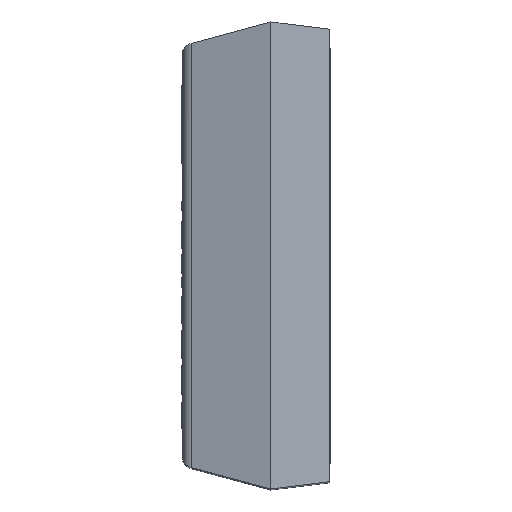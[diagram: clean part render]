
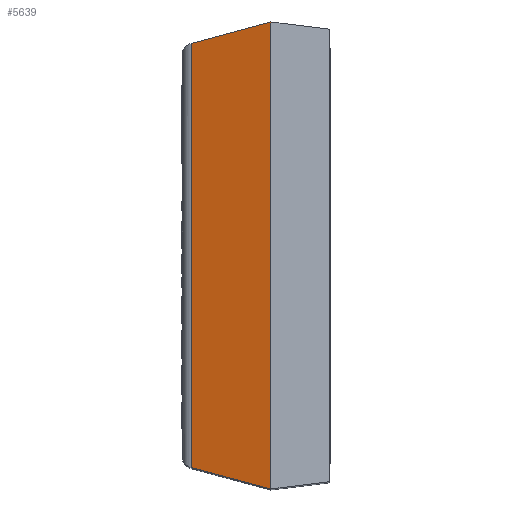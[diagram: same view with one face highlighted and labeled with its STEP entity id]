
A CAD part, top view. The second image highlights one B-rep face of the part: STEP entity #5639.
In plain terms, the highlighted planar face has unit normal (-0.259, 0, 0.966).
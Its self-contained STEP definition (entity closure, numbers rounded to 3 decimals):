
#86=LINE('',#8376,#676);
#110=LINE('',#8431,#700);
#112=LINE('',#8435,#702);
#114=LINE('',#8440,#704);
#676=VECTOR('',#6617,1.);
#700=VECTOR('',#6681,1.);
#702=VECTOR('',#6685,1.);
#704=VECTOR('',#6693,1.);
#1264=PLANE('',#6005);
#1620=FACE_OUTER_BOUND('',#1958,.T.);
#1958=EDGE_LOOP('',(#4053,#4054,#4055,#4056));
#2538=VERTEX_POINT('',#8373);
#2539=VERTEX_POINT('',#8375);
#2549=VERTEX_POINT('',#8414);
#2551=VERTEX_POINT('',#8433);
#3108=EDGE_CURVE('',#2538,#2539,#86,.T.);
#3136=EDGE_CURVE('',#2549,#2539,#110,.T.);
#3138=EDGE_CURVE('',#2538,#2551,#112,.T.);
#3140=EDGE_CURVE('',#2549,#2551,#114,.T.);
#4053=ORIENTED_EDGE('',*,*,#3108,.F.);
#4054=ORIENTED_EDGE('',*,*,#3138,.T.);
#4055=ORIENTED_EDGE('',*,*,#3140,.F.);
#4056=ORIENTED_EDGE('',*,*,#3136,.T.);
#5639=ADVANCED_FACE('',(#1620),#1264,.T.);
#6005=AXIS2_PLACEMENT_3D('',#8441,#6694,#6695);
#6617=DIRECTION('',(0.,1.,0.));
#6681=DIRECTION('',(-0.935,-0.251,-0.251));
#6685=DIRECTION('',(0.935,-0.251,0.251));
#6693=DIRECTION('',(0.,-1.,0.));
#6694=DIRECTION('center_axis',(-0.259,0.,0.966));
#6695=DIRECTION('ref_axis',(0.966,0.,0.259));
#8373=CARTESIAN_POINT('',(-1.994,-7.176,24.396));
#8375=CARTESIAN_POINT('',(-1.994,7.176,24.396));
#8376=CARTESIAN_POINT('',(-1.994,7.9,24.396));
#8414=CARTESIAN_POINT('',(0.71,7.9,25.12));
#8431=CARTESIAN_POINT('',(-3.256,6.837,24.057));
#8433=CARTESIAN_POINT('',(0.71,-7.9,25.12));
#8435=CARTESIAN_POINT('',(-8.357,-5.471,22.691));
#8440=CARTESIAN_POINT('',(0.71,7.9,25.12));
#8441=CARTESIAN_POINT('Origin',(-2.29,7.9,24.316));
